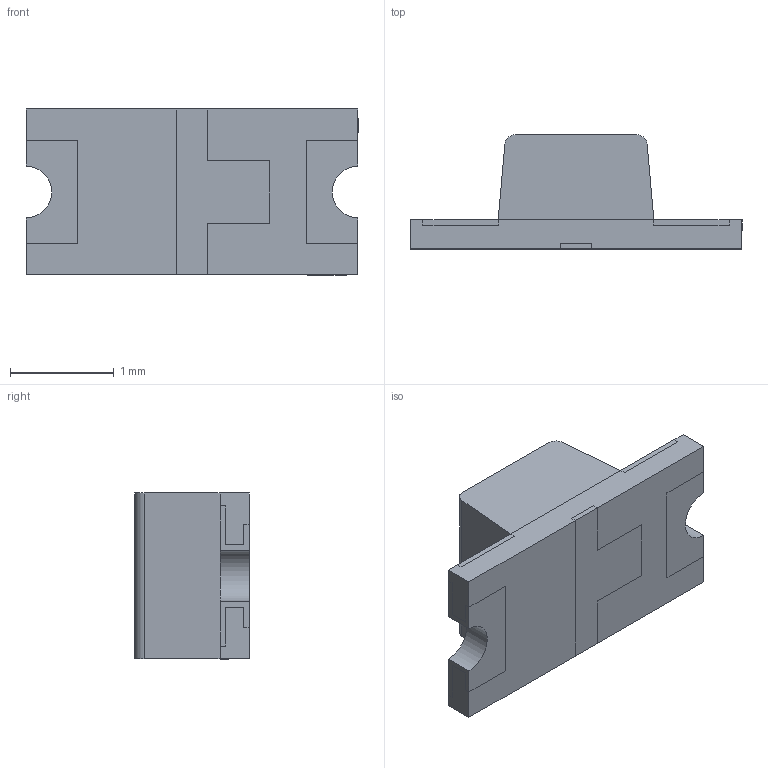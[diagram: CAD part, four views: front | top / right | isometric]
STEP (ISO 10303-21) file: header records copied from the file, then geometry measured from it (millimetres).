
FILE_DESCRIPTION (( 'STEP AP214' ), '1' );
FILE_NAME ('LTW-C230DS.STEP', '2021-04-22T04:25:21', ( '' ), ( '' ), 'SwSTEP 2.0', 'SolidWorks 2017', '' );
FILE_SCHEMA (( 'AUTOMOTIVE_DESIGN' ));
Length unit declared in the file: millimetre
Products named in the file (1): LTW-C230DS
Bounding box: 3.2 x 1.1 x 1.6 mm (x, y, z)
Volume: 3.2 mm3; surface area: 31.9 mm2
Topology: 5 solids, 5 shells, 93 faces, 246 edges, 164 vertices
Faces by surface type: plane 73, cylinder 20
Entity records: 2934 total; most frequent: CARTESIAN_POINT 504, ORIENTED_EDGE 492, DIRECTION 474, EDGE_CURVE 246, VECTOR 206, LINE 206, VERTEX_POINT 164, AXIS2_PLACEMENT_3D 134
